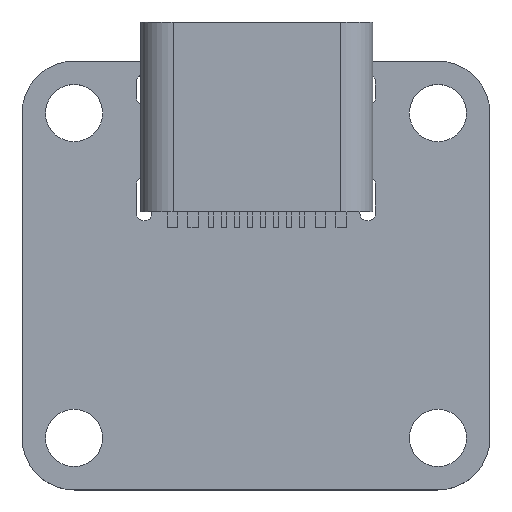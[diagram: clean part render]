
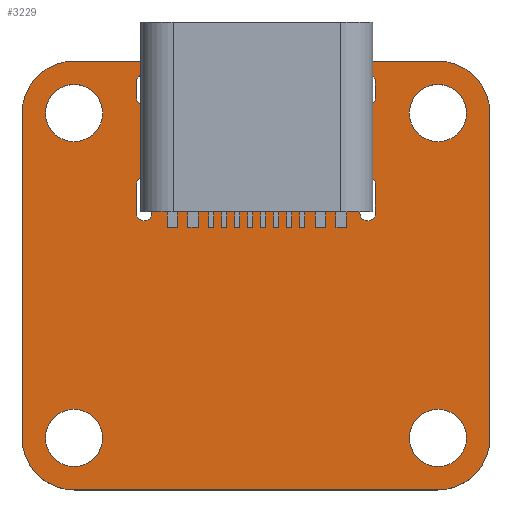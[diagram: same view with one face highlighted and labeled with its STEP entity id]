
A CAD part, top view. The second image highlights one B-rep face of the part: STEP entity #3229.
In plain terms, the highlighted planar face has unit normal (0, 0, 1).
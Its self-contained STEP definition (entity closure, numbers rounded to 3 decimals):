
#45=FACE_BOUND('',#536,.T.);
#46=FACE_BOUND('',#537,.T.);
#47=FACE_BOUND('',#538,.T.);
#48=FACE_BOUND('',#539,.T.);
#49=FACE_BOUND('',#540,.T.);
#50=FACE_BOUND('',#541,.T.);
#51=FACE_BOUND('',#542,.T.);
#52=FACE_BOUND('',#543,.T.);
#53=FACE_BOUND('',#544,.T.);
#54=FACE_BOUND('',#545,.T.);
#201=PLANE('',#3517);
#353=FACE_OUTER_BOUND('',#535,.T.);
#535=EDGE_LOOP('',(#2941,#2942,#2943,#2944,#2945,#2946,#2947,#2948));
#536=EDGE_LOOP('',(#2949));
#537=EDGE_LOOP('',(#2950));
#538=EDGE_LOOP('',(#2951,#2952,#2953,#2954));
#539=EDGE_LOOP('',(#2955));
#540=EDGE_LOOP('',(#2956));
#541=EDGE_LOOP('',(#2957,#2958,#2959,#2960));
#542=EDGE_LOOP('',(#2961));
#543=EDGE_LOOP('',(#2962,#2963,#2964,#2965));
#544=EDGE_LOOP('',(#2966,#2967,#2968,#2969));
#545=EDGE_LOOP('',(#2970));
#644=CIRCLE('',#3496,2.);
#646=CIRCLE('',#3499,2.);
#663=CIRCLE('',#3518,2.);
#664=CIRCLE('',#3519,2.);
#665=CIRCLE('',#3520,1.1);
#666=CIRCLE('',#3521,1.1);
#667=CIRCLE('',#3522,0.3);
#668=CIRCLE('',#3523,0.3);
#669=CIRCLE('',#3524,0.325);
#670=CIRCLE('',#3525,1.1);
#671=CIRCLE('',#3526,0.3);
#672=CIRCLE('',#3527,0.3);
#673=CIRCLE('',#3528,0.325);
#674=CIRCLE('',#3529,0.3);
#675=CIRCLE('',#3530,0.3);
#676=CIRCLE('',#3531,0.3);
#677=CIRCLE('',#3532,0.3);
#678=CIRCLE('',#3533,1.1);
#984=LINE('',#5244,#1340);
#998=LINE('',#5313,#1354);
#999=LINE('',#5317,#1355);
#1000=LINE('',#5320,#1356);
#1001=LINE('',#5327,#1357);
#1002=LINE('',#5331,#1358);
#1003=LINE('',#5339,#1359);
#1004=LINE('',#5343,#1360);
#1005=LINE('',#5349,#1361);
#1006=LINE('',#5353,#1362);
#1007=LINE('',#5357,#1363);
#1008=LINE('',#5361,#1364);
#1340=VECTOR('',#4292,1.);
#1354=VECTOR('',#4354,1.);
#1355=VECTOR('',#4357,1.);
#1356=VECTOR('',#4360,1.);
#1357=VECTOR('',#4365,1.);
#1358=VECTOR('',#4368,1.);
#1359=VECTOR('',#4375,1.);
#1360=VECTOR('',#4378,1.);
#1361=VECTOR('',#4383,1.);
#1362=VECTOR('',#4386,1.);
#1363=VECTOR('',#4389,1.);
#1364=VECTOR('',#4392,1.);
#1634=VERTEX_POINT('',#5238);
#1636=VERTEX_POINT('',#5242);
#1638=VERTEX_POINT('',#5247);
#1640=VERTEX_POINT('',#5254);
#1667=VERTEX_POINT('',#5312);
#1668=VERTEX_POINT('',#5314);
#1669=VERTEX_POINT('',#5316);
#1670=VERTEX_POINT('',#5318);
#1671=VERTEX_POINT('',#5321);
#1672=VERTEX_POINT('',#5323);
#1673=VERTEX_POINT('',#5325);
#1674=VERTEX_POINT('',#5326);
#1675=VERTEX_POINT('',#5328);
#1676=VERTEX_POINT('',#5330);
#1677=VERTEX_POINT('',#5333);
#1678=VERTEX_POINT('',#5335);
#1679=VERTEX_POINT('',#5337);
#1680=VERTEX_POINT('',#5338);
#1681=VERTEX_POINT('',#5340);
#1682=VERTEX_POINT('',#5342);
#1683=VERTEX_POINT('',#5345);
#1684=VERTEX_POINT('',#5347);
#1685=VERTEX_POINT('',#5348);
#1686=VERTEX_POINT('',#5350);
#1687=VERTEX_POINT('',#5352);
#1688=VERTEX_POINT('',#5355);
#1689=VERTEX_POINT('',#5356);
#1690=VERTEX_POINT('',#5358);
#1691=VERTEX_POINT('',#5360);
#1692=VERTEX_POINT('',#5363);
#2068=EDGE_CURVE('',#1634,#1636,#984,.T.);
#2071=EDGE_CURVE('',#1638,#1634,#644,.T.);
#2074=EDGE_CURVE('',#1636,#1640,#646,.T.);
#2102=EDGE_CURVE('',#1640,#1667,#998,.T.);
#2103=EDGE_CURVE('',#1667,#1668,#663,.T.);
#2104=EDGE_CURVE('',#1668,#1669,#999,.T.);
#2105=EDGE_CURVE('',#1669,#1670,#664,.T.);
#2106=EDGE_CURVE('',#1670,#1638,#1000,.T.);
#2107=EDGE_CURVE('',#1671,#1671,#665,.T.);
#2108=EDGE_CURVE('',#1672,#1672,#666,.T.);
#2109=EDGE_CURVE('',#1673,#1674,#1001,.T.);
#2110=EDGE_CURVE('',#1675,#1673,#667,.T.);
#2111=EDGE_CURVE('',#1676,#1675,#1002,.T.);
#2112=EDGE_CURVE('',#1674,#1676,#668,.T.);
#2113=EDGE_CURVE('',#1677,#1677,#669,.T.);
#2114=EDGE_CURVE('',#1678,#1678,#670,.T.);
#2115=EDGE_CURVE('',#1679,#1680,#1003,.T.);
#2116=EDGE_CURVE('',#1681,#1679,#671,.T.);
#2117=EDGE_CURVE('',#1682,#1681,#1004,.T.);
#2118=EDGE_CURVE('',#1680,#1682,#672,.T.);
#2119=EDGE_CURVE('',#1683,#1683,#673,.T.);
#2120=EDGE_CURVE('',#1684,#1685,#1005,.T.);
#2121=EDGE_CURVE('',#1686,#1684,#674,.T.);
#2122=EDGE_CURVE('',#1687,#1686,#1006,.T.);
#2123=EDGE_CURVE('',#1685,#1687,#675,.T.);
#2124=EDGE_CURVE('',#1688,#1689,#1007,.T.);
#2125=EDGE_CURVE('',#1690,#1688,#676,.T.);
#2126=EDGE_CURVE('',#1691,#1690,#1008,.T.);
#2127=EDGE_CURVE('',#1689,#1691,#677,.T.);
#2128=EDGE_CURVE('',#1692,#1692,#678,.T.);
#2941=ORIENTED_EDGE('',*,*,#2068,.T.);
#2942=ORIENTED_EDGE('',*,*,#2074,.T.);
#2943=ORIENTED_EDGE('',*,*,#2102,.T.);
#2944=ORIENTED_EDGE('',*,*,#2103,.T.);
#2945=ORIENTED_EDGE('',*,*,#2104,.T.);
#2946=ORIENTED_EDGE('',*,*,#2105,.T.);
#2947=ORIENTED_EDGE('',*,*,#2106,.T.);
#2948=ORIENTED_EDGE('',*,*,#2071,.T.);
#2949=ORIENTED_EDGE('',*,*,#2107,.F.);
#2950=ORIENTED_EDGE('',*,*,#2108,.F.);
#2951=ORIENTED_EDGE('',*,*,#2109,.F.);
#2952=ORIENTED_EDGE('',*,*,#2110,.F.);
#2953=ORIENTED_EDGE('',*,*,#2111,.F.);
#2954=ORIENTED_EDGE('',*,*,#2112,.F.);
#2955=ORIENTED_EDGE('',*,*,#2113,.F.);
#2956=ORIENTED_EDGE('',*,*,#2114,.F.);
#2957=ORIENTED_EDGE('',*,*,#2115,.F.);
#2958=ORIENTED_EDGE('',*,*,#2116,.F.);
#2959=ORIENTED_EDGE('',*,*,#2117,.F.);
#2960=ORIENTED_EDGE('',*,*,#2118,.F.);
#2961=ORIENTED_EDGE('',*,*,#2119,.F.);
#2962=ORIENTED_EDGE('',*,*,#2120,.F.);
#2963=ORIENTED_EDGE('',*,*,#2121,.F.);
#2964=ORIENTED_EDGE('',*,*,#2122,.F.);
#2965=ORIENTED_EDGE('',*,*,#2123,.F.);
#2966=ORIENTED_EDGE('',*,*,#2124,.F.);
#2967=ORIENTED_EDGE('',*,*,#2125,.F.);
#2968=ORIENTED_EDGE('',*,*,#2126,.F.);
#2969=ORIENTED_EDGE('',*,*,#2127,.F.);
#2970=ORIENTED_EDGE('',*,*,#2128,.F.);
#3229=ADVANCED_FACE('',(#353,#45,#46,#47,#48,#49,#50,#51,#52,#53,#54),#201,
 .T.);
#3496=AXIS2_PLACEMENT_3D('',#5250,#4298,#4299);
#3499=AXIS2_PLACEMENT_3D('',#5256,#4305,#4306);
#3517=AXIS2_PLACEMENT_3D('',#5311,#4352,#4353);
#3518=AXIS2_PLACEMENT_3D('',#5315,#4355,#4356);
#3519=AXIS2_PLACEMENT_3D('',#5319,#4358,#4359);
#3520=AXIS2_PLACEMENT_3D('',#5322,#4361,#4362);
#3521=AXIS2_PLACEMENT_3D('',#5324,#4363,#4364);
#3522=AXIS2_PLACEMENT_3D('',#5329,#4366,#4367);
#3523=AXIS2_PLACEMENT_3D('',#5332,#4369,#4370);
#3524=AXIS2_PLACEMENT_3D('',#5334,#4371,#4372);
#3525=AXIS2_PLACEMENT_3D('',#5336,#4373,#4374);
#3526=AXIS2_PLACEMENT_3D('',#5341,#4376,#4377);
#3527=AXIS2_PLACEMENT_3D('',#5344,#4379,#4380);
#3528=AXIS2_PLACEMENT_3D('',#5346,#4381,#4382);
#3529=AXIS2_PLACEMENT_3D('',#5351,#4384,#4385);
#3530=AXIS2_PLACEMENT_3D('',#5354,#4387,#4388);
#3531=AXIS2_PLACEMENT_3D('',#5359,#4390,#4391);
#3532=AXIS2_PLACEMENT_3D('',#5362,#4393,#4394);
#3533=AXIS2_PLACEMENT_3D('',#5364,#4395,#4396);
#4292=DIRECTION('',(1.,0.,0.));
#4298=DIRECTION('center_axis',(0.,0.,1.));
#4299=DIRECTION('ref_axis',(1.,0.,0.));
#4305=DIRECTION('center_axis',(0.,0.,1.));
#4306=DIRECTION('ref_axis',(1.,0.,0.));
#4352=DIRECTION('center_axis',(0.,0.,1.));
#4353=DIRECTION('ref_axis',(1.,0.,0.));
#4354=DIRECTION('',(0.,1.,0.));
#4355=DIRECTION('center_axis',(0.,0.,1.));
#4356=DIRECTION('ref_axis',(1.,0.,0.));
#4357=DIRECTION('',(-1.,0.,0.));
#4358=DIRECTION('center_axis',(0.,0.,1.));
#4359=DIRECTION('ref_axis',(1.,0.,0.));
#4360=DIRECTION('',(0.,-1.,0.));
#4361=DIRECTION('center_axis',(0.,0.,1.));
#4362=DIRECTION('ref_axis',(1.,0.,0.));
#4363=DIRECTION('center_axis',(0.,0.,1.));
#4364=DIRECTION('ref_axis',(1.,0.,0.));
#4365=DIRECTION('',(0.,1.,0.));
#4366=DIRECTION('center_axis',(0.,0.,1.));
#4367=DIRECTION('ref_axis',(1.,0.,0.));
#4368=DIRECTION('',(0.,-1.,0.));
#4369=DIRECTION('center_axis',(0.,0.,1.));
#4370=DIRECTION('ref_axis',(1.,0.,0.));
#4371=DIRECTION('center_axis',(0.,0.,1.));
#4372=DIRECTION('ref_axis',(1.,0.,0.));
#4373=DIRECTION('center_axis',(0.,0.,1.));
#4374=DIRECTION('ref_axis',(1.,0.,0.));
#4375=DIRECTION('',(0.,1.,0.));
#4376=DIRECTION('center_axis',(0.,0.,1.));
#4377=DIRECTION('ref_axis',(1.,0.,0.));
#4378=DIRECTION('',(0.,-1.,0.));
#4379=DIRECTION('center_axis',(0.,0.,1.));
#4380=DIRECTION('ref_axis',(1.,0.,0.));
#4381=DIRECTION('center_axis',(0.,0.,1.));
#4382=DIRECTION('ref_axis',(1.,0.,0.));
#4383=DIRECTION('',(0.,1.,0.));
#4384=DIRECTION('center_axis',(0.,0.,1.));
#4385=DIRECTION('ref_axis',(1.,0.,0.));
#4386=DIRECTION('',(0.,-1.,0.));
#4387=DIRECTION('center_axis',(0.,0.,1.));
#4388=DIRECTION('ref_axis',(1.,0.,0.));
#4389=DIRECTION('',(0.,1.,0.));
#4390=DIRECTION('center_axis',(0.,0.,1.));
#4391=DIRECTION('ref_axis',(1.,0.,0.));
#4392=DIRECTION('',(0.,-1.,0.));
#4393=DIRECTION('center_axis',(0.,0.,1.));
#4394=DIRECTION('ref_axis',(1.,0.,0.));
#4395=DIRECTION('center_axis',(0.,0.,1.));
#4396=DIRECTION('ref_axis',(1.,0.,0.));
#5238=CARTESIAN_POINT('',(-7.,-8.25,1.6));
#5242=CARTESIAN_POINT('',(7.,-8.25,1.6));
#5244=CARTESIAN_POINT('',(-7.,-8.25,1.6));
#5247=CARTESIAN_POINT('',(-9.,-6.25,1.6));
#5250=CARTESIAN_POINT('Origin',(-7.,-6.25,1.6));
#5254=CARTESIAN_POINT('',(9.,-6.25,1.6));
#5256=CARTESIAN_POINT('Origin',(7.,-6.25,1.6));
#5311=CARTESIAN_POINT('Origin',(0.,0.,1.6));
#5312=CARTESIAN_POINT('',(9.,6.25,1.6));
#5313=CARTESIAN_POINT('',(9.,-6.25,1.6));
#5314=CARTESIAN_POINT('',(7.,8.25,1.6));
#5315=CARTESIAN_POINT('Origin',(7.,6.25,1.6));
#5316=CARTESIAN_POINT('',(-7.,8.25,1.6));
#5317=CARTESIAN_POINT('',(7.,8.25,1.6));
#5318=CARTESIAN_POINT('',(-9.,6.25,1.6));
#5319=CARTESIAN_POINT('Origin',(-7.,6.25,1.6));
#5320=CARTESIAN_POINT('',(-9.,6.25,1.6));
#5321=CARTESIAN_POINT('',(-8.1,-6.25,1.6));
#5322=CARTESIAN_POINT('Origin',(-7.,-6.25,1.6));
#5323=CARTESIAN_POINT('',(5.9,-6.25,1.6));
#5324=CARTESIAN_POINT('Origin',(7.,-6.25,1.6));
#5325=CARTESIAN_POINT('',(-4.002,2.4,1.6));
#5326=CARTESIAN_POINT('',(-4.002,3.5,1.6));
#5327=CARTESIAN_POINT('',(-4.002,2.4,1.6));
#5328=CARTESIAN_POINT('',(-4.602,2.4,1.6));
#5329=CARTESIAN_POINT('Origin',(-4.302,2.4,1.6));
#5330=CARTESIAN_POINT('',(-4.602,3.5,1.6));
#5331=CARTESIAN_POINT('',(-4.602,3.5,1.6));
#5332=CARTESIAN_POINT('Origin',(-4.302,3.5,1.6));
#5333=CARTESIAN_POINT('',(-3.217,3.501,1.6));
#5334=CARTESIAN_POINT('Origin',(-2.892,3.501,1.6));
#5335=CARTESIAN_POINT('',(-8.1,6.25,1.6));
#5336=CARTESIAN_POINT('Origin',(-7.,6.25,1.6));
#5337=CARTESIAN_POINT('',(-4.002,6.85,1.6));
#5338=CARTESIAN_POINT('',(-4.002,7.45,1.6));
#5339=CARTESIAN_POINT('',(-4.002,6.85,1.6));
#5340=CARTESIAN_POINT('',(-4.602,6.85,1.6));
#5341=CARTESIAN_POINT('Origin',(-4.302,6.85,1.6));
#5342=CARTESIAN_POINT('',(-4.602,7.45,1.6));
#5343=CARTESIAN_POINT('',(-4.602,7.45,1.6));
#5344=CARTESIAN_POINT('Origin',(-4.302,7.45,1.6));
#5345=CARTESIAN_POINT('',(2.563,3.501,1.6));
#5346=CARTESIAN_POINT('Origin',(2.888,3.501,1.6));
#5347=CARTESIAN_POINT('',(4.598,2.4,1.6));
#5348=CARTESIAN_POINT('',(4.598,3.5,1.6));
#5349=CARTESIAN_POINT('',(4.598,2.4,1.6));
#5350=CARTESIAN_POINT('',(3.998,2.4,1.6));
#5351=CARTESIAN_POINT('Origin',(4.298,2.4,1.6));
#5352=CARTESIAN_POINT('',(3.998,3.5,1.6));
#5353=CARTESIAN_POINT('',(3.998,3.5,1.6));
#5354=CARTESIAN_POINT('Origin',(4.298,3.5,1.6));
#5355=CARTESIAN_POINT('',(4.598,6.85,1.6));
#5356=CARTESIAN_POINT('',(4.598,7.45,1.6));
#5357=CARTESIAN_POINT('',(4.598,6.85,1.6));
#5358=CARTESIAN_POINT('',(3.998,6.85,1.6));
#5359=CARTESIAN_POINT('Origin',(4.298,6.85,1.6));
#5360=CARTESIAN_POINT('',(3.998,7.45,1.6));
#5361=CARTESIAN_POINT('',(3.998,7.45,1.6));
#5362=CARTESIAN_POINT('Origin',(4.298,7.45,1.6));
#5363=CARTESIAN_POINT('',(5.9,6.25,1.6));
#5364=CARTESIAN_POINT('Origin',(7.,6.25,1.6));
